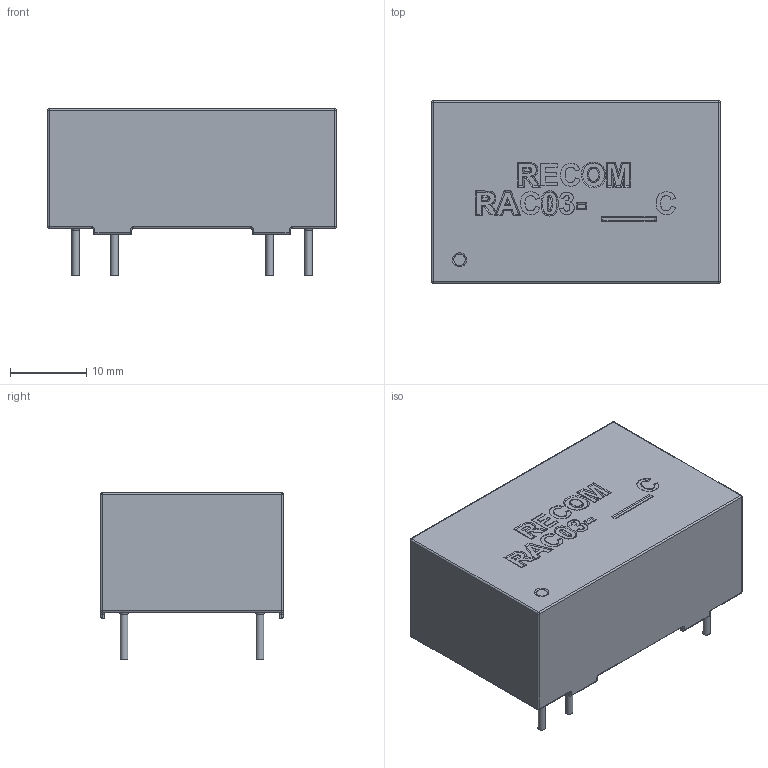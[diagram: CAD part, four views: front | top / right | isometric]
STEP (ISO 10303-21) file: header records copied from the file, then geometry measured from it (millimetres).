
FILE_DESCRIPTION( ( 'Unknown' ), '1' );
FILE_NAME( 'RAC03-C.stp', 'Unknown', ( 'Unknown' ), ( 'Unknown' ), 'XStep 1.0', 'Unknown', ' ' );
FILE_SCHEMA( ( 'automotive_design' ) );
Length unit declared in the file: millimetre
Products named in the file (1): 1
Bounding box: 37.8 x 23.9 x 21.75 mm (x, y, z)
Volume: 14163 mm3; surface area: 3848.3 mm2
Topology: 1 solids, 1 shells, 198 faces, 474 edges, 293 vertices
Faces by surface type: cylinder 86, plane 68, torus 14, bspline 12, extrusion 10, sphere 8
Full cylindrical faces by diameter (mm): 1 x5
Entity records: 18653 total; most frequent: CARTESIAN_POINT 12829, ORIENTED_EDGE 894, DIRECTION 789, EDGE_CURVE 447, AXIS2_PLACEMENT_3D 303, VERTEX_POINT 289, EDGE_LOOP 236, FACE_OUTER_BOUND 213
